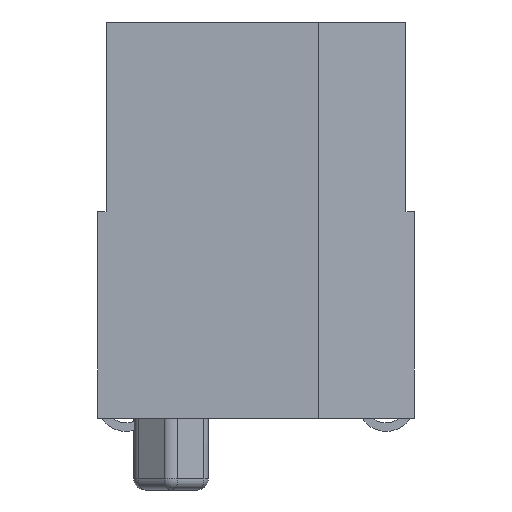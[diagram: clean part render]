
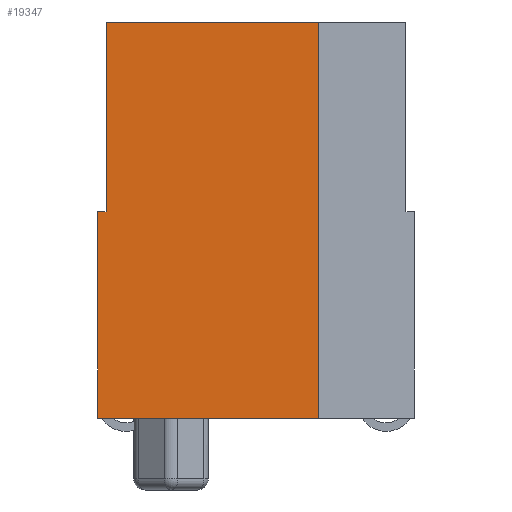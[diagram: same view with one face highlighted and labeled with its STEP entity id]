
A CAD part, left-side view. The second image highlights one B-rep face of the part: STEP entity #19347.
In plain terms, the highlighted planar face has unit normal (-1, 0, 0).
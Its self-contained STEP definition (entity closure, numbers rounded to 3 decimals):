
#16123 = VERTEX_POINT ( 'NONE', #21652 ) ;
#16126 = EDGE_CURVE ( 'NONE', #16128, #16123, #21648, .T. ) ;
#16128 = VERTEX_POINT ( 'NONE', #21651 ) ;
#16290 = EDGE_CURVE ( 'NONE', #16128, #16339, #21794, .T. ) ;
#16339 = VERTEX_POINT ( 'NONE', #21987 ) ;
#16632 = VERTEX_POINT ( 'NONE', #22559 ) ;
#16637 = VERTEX_POINT ( 'NONE', #23112 ) ;
#16646 = EDGE_CURVE ( 'NONE', #16632, #16637, #23100, .T. ) ;
#19314 = ORIENTED_EDGE ( 'NONE', *, *, #19376, .T. ) ;
#19339 = VERTEX_POINT ( 'NONE', #26190 ) ;
#19343 = ORIENTED_EDGE ( 'NONE', *, *, #16646, .F. ) ;
#19347 = ADVANCED_FACE ( 'NONE', ( #26160 ), #26186, .T. ) ;
#19371 = ORIENTED_EDGE ( 'NONE', *, *, #16290, .F. ) ;
#19373 = ORIENTED_EDGE ( 'NONE', *, *, #19375, .F. ) ;
#19374 = EDGE_CURVE ( 'NONE', #16339, #19339, #26244, .T. ) ;
#19375 = EDGE_CURVE ( 'NONE', #19339, #16632, #26240, .T. ) ;
#19376 = EDGE_CURVE ( 'NONE', #16123, #16637, #26115, .T. ) ;
#19377 = ORIENTED_EDGE ( 'NONE', *, *, #19374, .F. ) ;
#19524 = EDGE_LOOP ( 'NONE', ( #19373, #19377, #19371, #19625, #19314, #19343 ) ) ;
#19625 = ORIENTED_EDGE ( 'NONE', *, *, #16126, .T. ) ;
#21645 = DIRECTION ( 'NONE',  ( 0., -1., 0. ) ) ;
#21646 = VECTOR ( 'NONE', #21645, 1000. ) ;
#21647 = CARTESIAN_POINT ( 'NONE',  ( -11., 2.8, -7. ) ) ;
#21648 = LINE ( 'NONE', #21647, #21646 ) ;
#21651 = CARTESIAN_POINT ( 'NONE',  ( -11., 2.8, -7. ) ) ;
#21652 = CARTESIAN_POINT ( 'NONE',  ( -11., -1.1, -7. ) ) ;
#21682 = DIRECTION ( 'NONE',  ( 0., 0., 1. ) ) ;
#21683 = VECTOR ( 'NONE', #21682, 1000. ) ;
#21793 = CARTESIAN_POINT ( 'NONE',  ( -11., 2.8, -7. ) ) ;
#21794 = LINE ( 'NONE', #21793, #21683 ) ;
#21987 = CARTESIAN_POINT ( 'NONE',  ( -11., 2.8, -3.35 ) ) ;
#22559 = CARTESIAN_POINT ( 'NONE',  ( -11., 2.65, 0. ) ) ;
#23094 = DIRECTION ( 'NONE',  ( 0., -1., 0. ) ) ;
#23096 = VECTOR ( 'NONE', #23094, 1000. ) ;
#23098 = CARTESIAN_POINT ( 'NONE',  ( -11., 2.8, 0. ) ) ;
#23100 = LINE ( 'NONE', #23098, #23096 ) ;
#23112 = CARTESIAN_POINT ( 'NONE',  ( -11., -1.1, 0. ) ) ;
#26112 = DIRECTION ( 'NONE',  ( 0., 0., 1. ) ) ;
#26113 = VECTOR ( 'NONE', #26112, 1000. ) ;
#26114 = CARTESIAN_POINT ( 'NONE',  ( -11., -1.1, -7. ) ) ;
#26115 = LINE ( 'NONE', #26114, #26113 ) ;
#26121 = AXIS2_PLACEMENT_3D ( 'NONE', #26198, #26197, #26196 ) ;
#26160 = FACE_OUTER_BOUND ( 'NONE', #19524, .T. ) ;
#26186 = PLANE ( 'NONE',  #26121 ) ;
#26190 = CARTESIAN_POINT ( 'NONE',  ( -11., 2.65, -3.35 ) ) ;
#26196 = DIRECTION ( 'NONE',  ( 0., 0., 1. ) ) ;
#26197 = DIRECTION ( 'NONE',  ( -1., 0., 0. ) ) ;
#26198 = CARTESIAN_POINT ( 'NONE',  ( -11., 2.8, -7. ) ) ;
#26237 = DIRECTION ( 'NONE',  ( 0., 0., 1. ) ) ;
#26238 = VECTOR ( 'NONE', #26237, 1000. ) ;
#26239 = CARTESIAN_POINT ( 'NONE',  ( -11., 2.65, -3.35 ) ) ;
#26240 = LINE ( 'NONE', #26239, #26238 ) ;
#26241 = DIRECTION ( 'NONE',  ( 0., -1., 0. ) ) ;
#26242 = VECTOR ( 'NONE', #26241, 1000. ) ;
#26243 = CARTESIAN_POINT ( 'NONE',  ( -11., 2.8, -3.35 ) ) ;
#26244 = LINE ( 'NONE', #26243, #26242 ) ;
